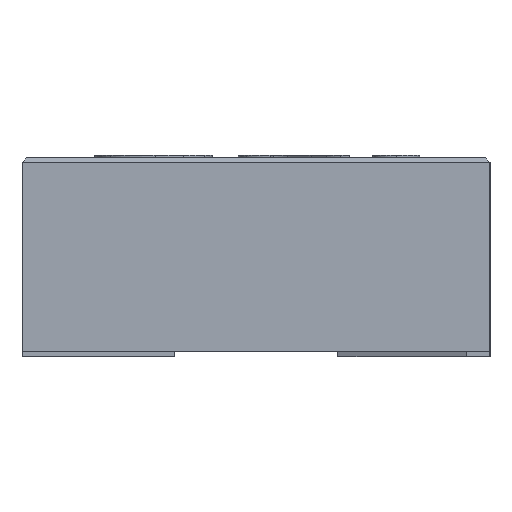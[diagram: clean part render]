
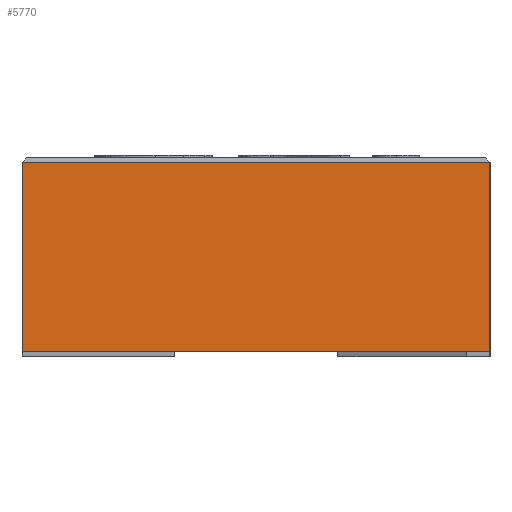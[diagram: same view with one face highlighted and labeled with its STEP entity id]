
A CAD part, left-side view. The second image highlights one B-rep face of the part: STEP entity #5770.
In plain terms, the highlighted planar face has unit normal (-1, 0, 0).
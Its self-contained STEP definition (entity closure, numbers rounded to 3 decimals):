
#1598 = EDGE_CURVE ( 'NONE', #3794, #2356, #11894, .T. ) ;
#1976 = CARTESIAN_POINT ( 'NONE',  ( -1.25, -1., 0.02 ) ) ;
#2356 = VERTEX_POINT ( 'NONE', #7053 ) ;
#2861 = CARTESIAN_POINT ( 'NONE',  ( -1.25, -1., 0.02 ) ) ;
#3794 = VERTEX_POINT ( 'NONE', #12974 ) ;
#3836 = DIRECTION ( 'NONE',  ( 0., 0., 1. ) ) ;
#4174 = EDGE_CURVE ( 'NONE', #18703, #3794, #13663, .T. ) ;
#4678 = DIRECTION ( 'NONE',  ( 0., 0., -1. ) ) ;
#5770 = ADVANCED_FACE ( 'NONE', ( #12165 ), #15496, .F. ) ;
#6734 = EDGE_CURVE ( 'NONE', #18406, #2356, #10933, .T. ) ;
#7053 = CARTESIAN_POINT ( 'NONE',  ( -1.25, 1., 0.83 ) ) ;
#7063 = VECTOR ( 'NONE', #20565, 1000. ) ;
#8412 = VECTOR ( 'NONE', #11276, 1000. ) ;
#8930 = ORIENTED_EDGE ( 'NONE', *, *, #4174, .T. ) ;
#9736 = CARTESIAN_POINT ( 'NONE',  ( -1.25, 1., 0.02 ) ) ;
#9823 = ORIENTED_EDGE ( 'NONE', *, *, #1598, .T. ) ;
#10933 = LINE ( 'NONE', #12862, #15813 ) ;
#11276 = DIRECTION ( 'NONE',  ( 0., 1., 0. ) ) ;
#11492 = CARTESIAN_POINT ( 'NONE',  ( -1.25, -1., 0.83 ) ) ;
#11894 = LINE ( 'NONE', #11492, #7063 ) ;
#12165 = FACE_OUTER_BOUND ( 'NONE', #16579, .T. ) ;
#12529 = CARTESIAN_POINT ( 'NONE',  ( -1.25, -1., 0.02 ) ) ;
#12862 = CARTESIAN_POINT ( 'NONE',  ( -1.25, 1., 0.02 ) ) ;
#12974 = CARTESIAN_POINT ( 'NONE',  ( -1.25, -1., 0.83 ) ) ;
#13609 = EDGE_CURVE ( 'NONE', #18703, #18406, #18080, .T. ) ;
#13663 = LINE ( 'NONE', #12529, #18476 ) ;
#15496 = PLANE ( 'NONE',  #17845 ) ;
#15576 = DIRECTION ( 'NONE',  ( 1., 0., 0. ) ) ;
#15813 = VECTOR ( 'NONE', #3836, 1000. ) ;
#16579 = EDGE_LOOP ( 'NONE', ( #21978, #18481, #8930, #9823 ) ) ;
#17845 = AXIS2_PLACEMENT_3D ( 'NONE', #2861, #15576, #4678 ) ;
#18080 = LINE ( 'NONE', #20434, #8412 ) ;
#18406 = VERTEX_POINT ( 'NONE', #9736 ) ;
#18476 = VECTOR ( 'NONE', #23421, 1000. ) ;
#18481 = ORIENTED_EDGE ( 'NONE', *, *, #13609, .F. ) ;
#18703 = VERTEX_POINT ( 'NONE', #1976 ) ;
#20434 = CARTESIAN_POINT ( 'NONE',  ( -1.25, -1., 0.02 ) ) ;
#20565 = DIRECTION ( 'NONE',  ( 0., 1., 0. ) ) ;
#21978 = ORIENTED_EDGE ( 'NONE', *, *, #6734, .F. ) ;
#23421 = DIRECTION ( 'NONE',  ( 0., 0., 1. ) ) ;
